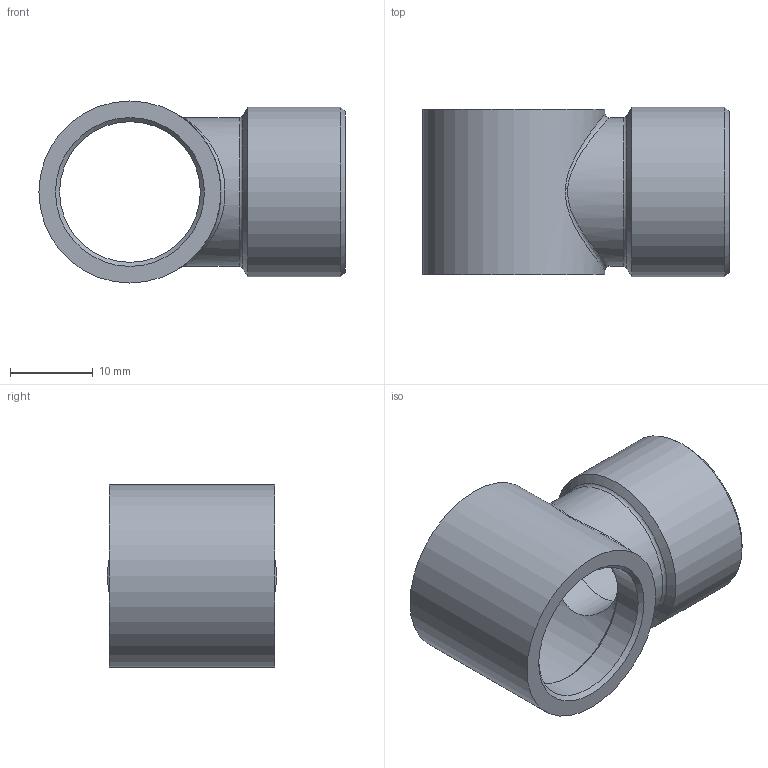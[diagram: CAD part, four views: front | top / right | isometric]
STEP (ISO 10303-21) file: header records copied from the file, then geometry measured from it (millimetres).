
FILE_DESCRIPTION( ( 'STEP AP214' ), '1' );
FILE_NAME( 'psolqas_9000_46.stp', '2021-03-04T17:30:15', ( 'License CC BY-ND 4.0' ), ( 'CADENAS' ), ' ', 'PARTsolutions', ' ' );
FILE_SCHEMA( ( 'AUTOMOTIVE_DESIGN { 1 0 10303 214 1 1 1 1 }' ) );
Length unit declared in the file: metre
Products named in the file (1): NONE
Bounding box: 37 x 20.5 x 22 mm (x, y, z)
Volume: 4905.2 mm3; surface area: 4459.1 mm2
Topology: 1 solids, 1 shells, 22 faces, 55 edges, 34 vertices
Faces by surface type: cylinder 8, cone 8, plane 3, bspline 2, torus 1
Full cylindrical faces by diameter (mm): 11 x1, 15 x1, 17 x2, 18 x2, 20.5 x1, 22 x1
Entity records: 1219 total; most frequent: CARTESIAN_POINT 620, DIRECTION 84, ORIENTED_EDGE 62, AXIS2_PLACEMENT_3D 42, EDGE_LOOP 42, EDGE_CURVE 31, FACE_OUTER_BOUND 30, VERTEX_POINT 27
